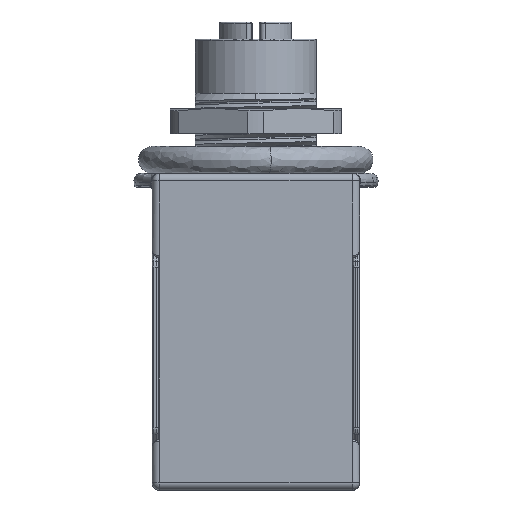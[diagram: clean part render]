
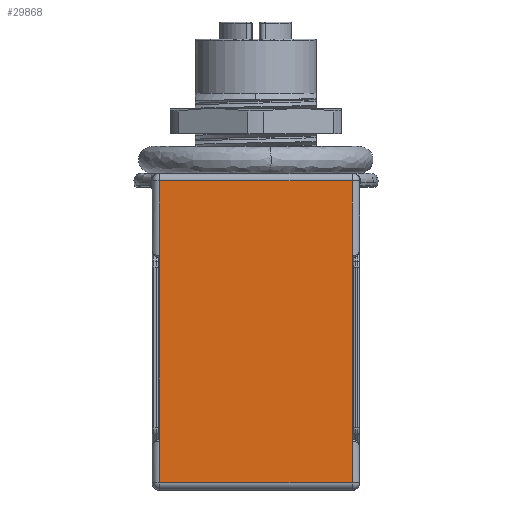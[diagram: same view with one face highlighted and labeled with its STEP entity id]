
A CAD part, front view. The second image highlights one B-rep face of the part: STEP entity #29868.
In plain terms, the highlighted planar face has unit normal (0, -1, 0).
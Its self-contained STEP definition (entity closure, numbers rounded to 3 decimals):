
#2594 = DIRECTION ( 'NONE',  ( 0., 0., -1. ) ) ;
#2718 = LINE ( 'NONE', #66394, #15312 ) ;
#2729 = DIRECTION ( 'NONE',  ( 0., -1., 0. ) ) ;
#4833 = EDGE_CURVE ( 'NONE', #19878, #48158, #53569, .T. ) ;
#5927 = CARTESIAN_POINT ( 'NONE',  ( 11.5, -16., -34.3 ) ) ;
#6702 = EDGE_CURVE ( 'NONE', #24230, #50128, #20334, .T. ) ;
#7575 = CARTESIAN_POINT ( 'NONE',  ( -10.7, -16., -9.117 ) ) ;
#8005 = VECTOR ( 'NONE', #25822, 1000. ) ;
#9655 = LINE ( 'NONE', #63060, #8005 ) ;
#11495 = ORIENTED_EDGE ( 'NONE', *, *, #39443, .T. ) ;
#11856 = CARTESIAN_POINT ( 'NONE',  ( 10.7, -16., -35.1 ) ) ;
#14331 = VECTOR ( 'NONE', #37962, 1000. ) ;
#15312 = VECTOR ( 'NONE', #2594, 1000. ) ;
#17513 = VECTOR ( 'NONE', #20170, 1000. ) ;
#19591 = EDGE_CURVE ( 'NONE', #46260, #19878, #33686, .T. ) ;
#19878 = VERTEX_POINT ( 'NONE', #25315 ) ;
#20101 = EDGE_CURVE ( 'NONE', #27545, #24230, #56740, .T. ) ;
#20170 = DIRECTION ( 'NONE',  ( 0., 0., -1. ) ) ;
#20334 = LINE ( 'NONE', #23862, #46990 ) ;
#22976 = DIRECTION ( 'NONE',  ( -1., 0., 0. ) ) ;
#22992 = VERTEX_POINT ( 'NONE', #7575 ) ;
#23862 = CARTESIAN_POINT ( 'NONE',  ( 10.7, -16., -35.1 ) ) ;
#24230 = VERTEX_POINT ( 'NONE', #54885 ) ;
#25315 = CARTESIAN_POINT ( 'NONE',  ( 10.7, -16., -0.8 ) ) ;
#25822 = DIRECTION ( 'NONE',  ( 0., 0., 1. ) ) ;
#26243 = ORIENTED_EDGE ( 'NONE', *, *, #35610, .F. ) ;
#26924 = ORIENTED_EDGE ( 'NONE', *, *, #49184, .T. ) ;
#27478 = CARTESIAN_POINT ( 'NONE',  ( 10.7, -16., -29. ) ) ;
#27545 = VERTEX_POINT ( 'NONE', #65585 ) ;
#27578 = ORIENTED_EDGE ( 'NONE', *, *, #20101, .T. ) ;
#28660 = ORIENTED_EDGE ( 'NONE', *, *, #47207, .T. ) ;
#29868 = ADVANCED_FACE ( 'NONE', ( #36663 ), #60960, .T. ) ;
#32797 = EDGE_LOOP ( 'NONE', ( #39812, #28660, #26243, #26924, #27578, #45205, #11495, #57974 ) ) ;
#33343 = VECTOR ( 'NONE', #49164, 1000. ) ;
#33686 = LINE ( 'NONE', #11856, #54457 ) ;
#34634 = DIRECTION ( 'NONE',  ( 0., 0., 1. ) ) ;
#34797 = CARTESIAN_POINT ( 'NONE',  ( -11.5, -16., -35.1 ) ) ;
#35059 = LINE ( 'NONE', #27478, #33343 ) ;
#35610 = EDGE_CURVE ( 'NONE', #68901, #22992, #9655, .T. ) ;
#36663 = FACE_OUTER_BOUND ( 'NONE', #32797, .T. ) ;
#37962 = DIRECTION ( 'NONE',  ( 1., 0., 0. ) ) ;
#39443 = EDGE_CURVE ( 'NONE', #50128, #46260, #35059, .T. ) ;
#39535 = VECTOR ( 'NONE', #22976, 1000. ) ;
#39581 = CARTESIAN_POINT ( 'NONE',  ( -10.7, -16., -29.683 ) ) ;
#39812 = ORIENTED_EDGE ( 'NONE', *, *, #4833, .T. ) ;
#40147 = DIRECTION ( 'NONE',  ( 1., 0., 0. ) ) ;
#43829 = DIRECTION ( 'NONE',  ( 0., 0., 1. ) ) ;
#44182 = CARTESIAN_POINT ( 'NONE',  ( -11.5, -16., -0.8 ) ) ;
#44846 = CARTESIAN_POINT ( 'NONE',  ( 10.7, -16., -9.117 ) ) ;
#45205 = ORIENTED_EDGE ( 'NONE', *, *, #6702, .T. ) ;
#46260 = VERTEX_POINT ( 'NONE', #44846 ) ;
#46990 = VECTOR ( 'NONE', #34634, 1000. ) ;
#47207 = EDGE_CURVE ( 'NONE', #48158, #22992, #47514, .T. ) ;
#47514 = LINE ( 'NONE', #62487, #17513 ) ;
#48158 = VERTEX_POINT ( 'NONE', #52439 ) ;
#49164 = DIRECTION ( 'NONE',  ( 0., 0., 1. ) ) ;
#49184 = EDGE_CURVE ( 'NONE', #68901, #27545, #2718, .T. ) ;
#50128 = VERTEX_POINT ( 'NONE', #56916 ) ;
#52439 = CARTESIAN_POINT ( 'NONE',  ( -10.7, -16., -0.8 ) ) ;
#53569 = LINE ( 'NONE', #44182, #39535 ) ;
#54457 = VECTOR ( 'NONE', #43829, 1000. ) ;
#54885 = CARTESIAN_POINT ( 'NONE',  ( 10.7, -16., -34.3 ) ) ;
#56740 = LINE ( 'NONE', #5927, #14331 ) ;
#56916 = CARTESIAN_POINT ( 'NONE',  ( 10.7, -16., -29.683 ) ) ;
#57395 = AXIS2_PLACEMENT_3D ( 'NONE', #34797, #2729, #40147 ) ;
#57974 = ORIENTED_EDGE ( 'NONE', *, *, #19591, .T. ) ;
#60960 = PLANE ( 'NONE',  #57395 ) ;
#62487 = CARTESIAN_POINT ( 'NONE',  ( -10.7, -16., -35.1 ) ) ;
#63060 = CARTESIAN_POINT ( 'NONE',  ( -10.7, -16., -29. ) ) ;
#65585 = CARTESIAN_POINT ( 'NONE',  ( -10.7, -16., -34.3 ) ) ;
#66394 = CARTESIAN_POINT ( 'NONE',  ( -10.7, -16., -35.1 ) ) ;
#68901 = VERTEX_POINT ( 'NONE', #39581 ) ;
